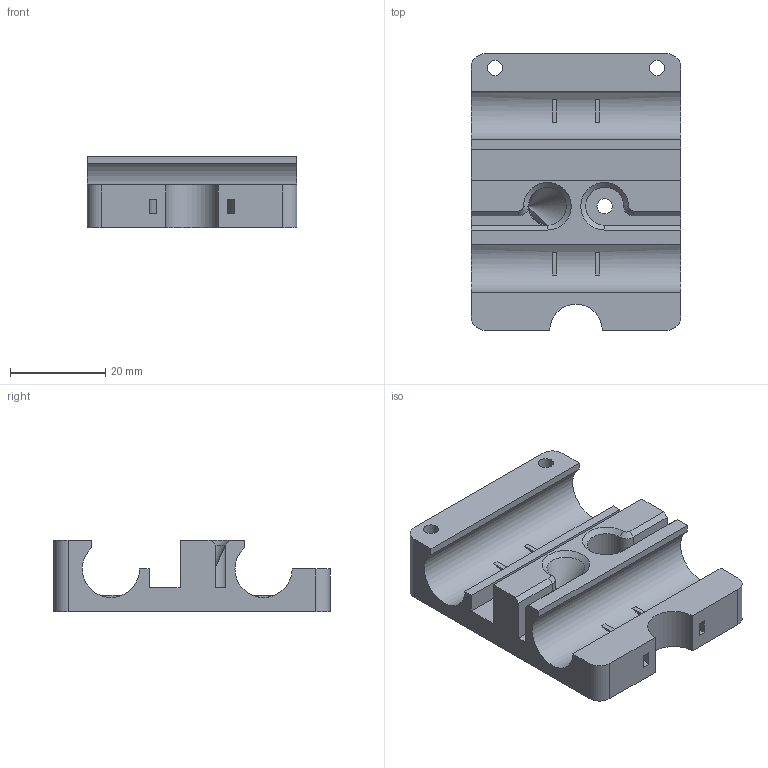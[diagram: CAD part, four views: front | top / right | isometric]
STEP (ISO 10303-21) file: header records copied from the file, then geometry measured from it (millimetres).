
FILE_DESCRIPTION(('FreeCAD Model'),'2;1');
FILE_NAME('Open CASCADE Shape Model','2022-01-18T19:47:43',('Author'),( ''),'Open CASCADE STEP processor 7.5','FreeCAD','Unknown');
FILE_SCHEMA(('AUTOMOTIVE_DESIGN { 1 0 10303 214 1 1 1 1 }'));
Length unit declared in the file: millimetre
Products named in the file (1): NEW-x-carriage
Bounding box: 44 x 58 x 15 mm (x, y, z)
Volume: 19316.8 mm3; surface area: 10379.8 mm2
Topology: 1 solids, 1 shells, 65 faces, 182 edges, 122 vertices
Faces by surface type: plane 40, cylinder 17, cone 8
Full cylindrical faces by diameter (mm): 3.2 x4, 8 x1
Entity records: 4528 total; most frequent: CARTESIAN_POINT 934, DIRECTION 658, ORIENTED_EDGE 364, PCURVE 364, DEFINITIONAL_REPRESENTATION 364, LINE 359, VECTOR 359, EDGE_CURVE 182
